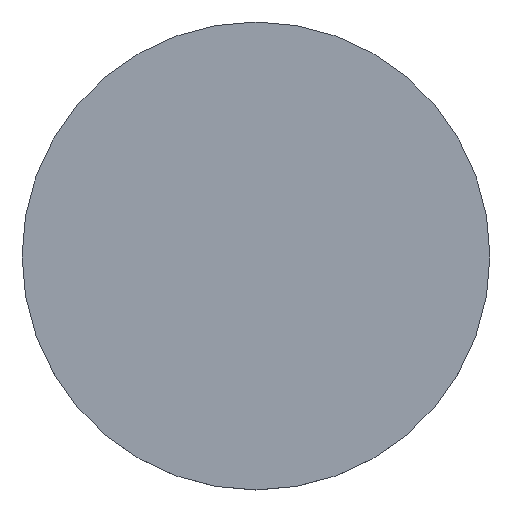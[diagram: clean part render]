
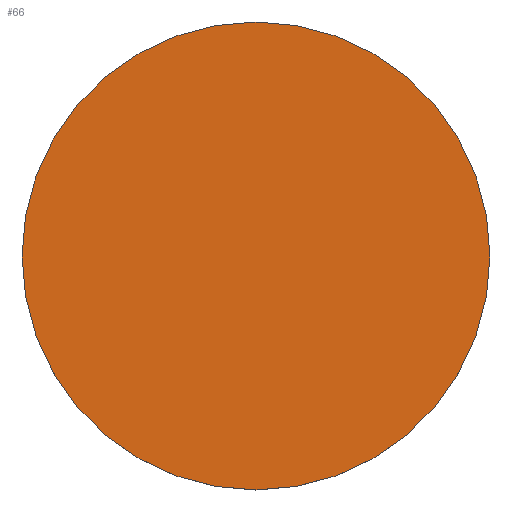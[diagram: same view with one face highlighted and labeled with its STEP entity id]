
A CAD part, top view. The second image highlights one B-rep face of the part: STEP entity #66.
In plain terms, the highlighted planar face has unit normal (0, 0, 1).
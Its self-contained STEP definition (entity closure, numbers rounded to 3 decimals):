
#14=PLANE('',#88);
#21=ORIENTED_EDGE('',*,*,#29,.T.);
#29=EDGE_CURVE('',#34,#34,#39,.T.);
#34=VERTEX_POINT('',#129);
#39=CIRCLE('',#89,35.);
#46=EDGE_LOOP('',(#21));
#56=FACE_BOUND('',#46,.T.);
#66=ADVANCED_FACE('',(#56),#14,.F.);
#88=AXIS2_PLACEMENT_3D('',#127,#107,#108);
#89=AXIS2_PLACEMENT_3D('',#128,#109,#110);
#107=DIRECTION('',(0.,0.,-1.));
#108=DIRECTION('',(-1.,0.,0.));
#109=DIRECTION('',(0.,0.,1.));
#110=DIRECTION('',(1.,0.,0.));
#127=CARTESIAN_POINT('',(-12.5,0.,0.));
#128=CARTESIAN_POINT('',(0.,0.,0.));
#129=CARTESIAN_POINT('',(35.,0.,0.));
